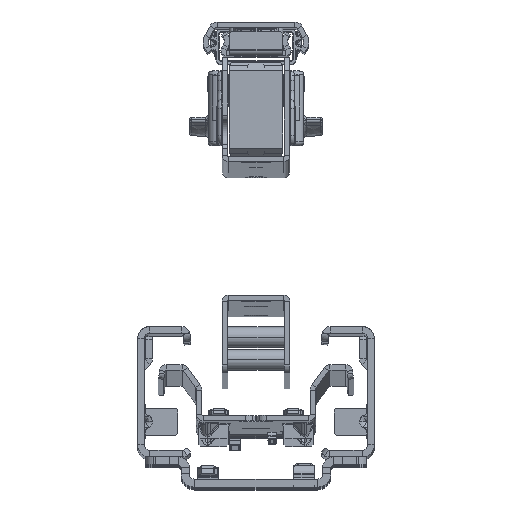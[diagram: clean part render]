
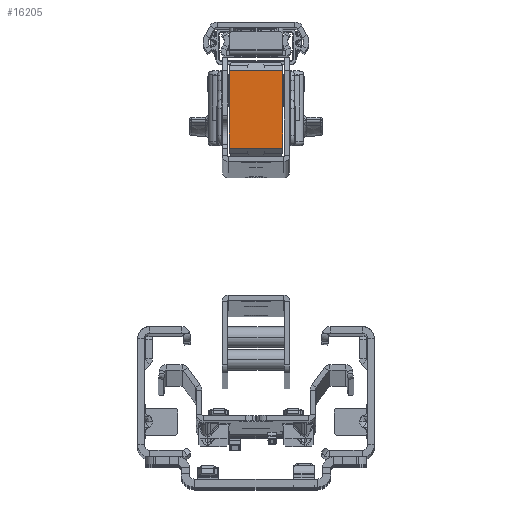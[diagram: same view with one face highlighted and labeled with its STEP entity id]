
A CAD part, top view. The second image highlights one B-rep face of the part: STEP entity #16205.
In plain terms, the highlighted face is planar.
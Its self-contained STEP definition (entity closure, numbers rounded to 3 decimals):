
#1066 = ORIENTED_EDGE ( 'NONE', *, *, #16178, .F. ) ;
#3813 = VERTEX_POINT ( 'NONE', #54714 ) ;
#6707 = ORIENTED_EDGE ( 'NONE', *, *, #43325, .T. ) ;
#7274 = VERTEX_POINT ( 'NONE', #102008 ) ;
#8474 = CARTESIAN_POINT ( 'NONE',  ( -8., -17.5, 10. ) ) ;
#10194 = DIRECTION ( 'NONE',  ( 0., 0., -1. ) ) ;
#12454 = AXIS2_PLACEMENT_3D ( 'NONE', #8474, #112513, #113136 ) ;
#16178 = EDGE_CURVE ( 'NONE', #3813, #7274, #62130, .T. ) ;
#16205 = ADVANCED_FACE ( 'NONE', ( #94190 ), #115006, .T. ) ;
#17311 = ORIENTED_EDGE ( 'NONE', *, *, #62629, .T. ) ;
#18315 = DIRECTION ( 'NONE',  ( 0., 0., 1. ) ) ;
#26224 = VECTOR ( 'NONE', #75721, 1000. ) ;
#34999 = CARTESIAN_POINT ( 'NONE',  ( -8., -17.5, -10. ) ) ;
#42557 = EDGE_LOOP ( 'NONE', ( #1066, #17311, #121567, #6707 ) ) ;
#43325 = EDGE_CURVE ( 'NONE', #63836, #7274, #67572, .T. ) ;
#52080 = DIRECTION ( 'NONE',  ( 0., 1., 0. ) ) ;
#54714 = CARTESIAN_POINT ( 'NONE',  ( -8., -14.5, -10. ) ) ;
#59992 = CARTESIAN_POINT ( 'NONE',  ( -8., 14.5, -9. ) ) ;
#62130 = LINE ( 'NONE', #34999, #121182 ) ;
#62629 = EDGE_CURVE ( 'NONE', #3813, #84436, #102830, .T. ) ;
#63836 = VERTEX_POINT ( 'NONE', #73580 ) ;
#63996 = VECTOR ( 'NONE', #18315, 1000. ) ;
#67572 = LINE ( 'NONE', #59992, #97179 ) ;
#73580 = CARTESIAN_POINT ( 'NONE',  ( -8., 14.5, 10. ) ) ;
#75721 = DIRECTION ( 'NONE',  ( 0., 1., 0. ) ) ;
#84436 = VERTEX_POINT ( 'NONE', #98087 ) ;
#92153 = LINE ( 'NONE', #112938, #26224 ) ;
#94190 = FACE_OUTER_BOUND ( 'NONE', #42557, .T. ) ;
#96050 = EDGE_CURVE ( 'NONE', #84436, #63836, #92153, .T. ) ;
#97179 = VECTOR ( 'NONE', #10194, 1000. ) ;
#98087 = CARTESIAN_POINT ( 'NONE',  ( -8., -14.5, 10. ) ) ;
#102008 = CARTESIAN_POINT ( 'NONE',  ( -8., 14.5, -10. ) ) ;
#102830 = LINE ( 'NONE', #123038, #63996 ) ;
#112513 = DIRECTION ( 'NONE',  ( -1., 0., 0. ) ) ;
#112938 = CARTESIAN_POINT ( 'NONE',  ( -8., -17.5, 10. ) ) ;
#113136 = DIRECTION ( 'NONE',  ( 0., 0., 1. ) ) ;
#115006 = PLANE ( 'NONE',  #12454 ) ;
#121182 = VECTOR ( 'NONE', #52080, 1000. ) ;
#121567 = ORIENTED_EDGE ( 'NONE', *, *, #96050, .T. ) ;
#123038 = CARTESIAN_POINT ( 'NONE',  ( -8., -14.5, 9. ) ) ;
